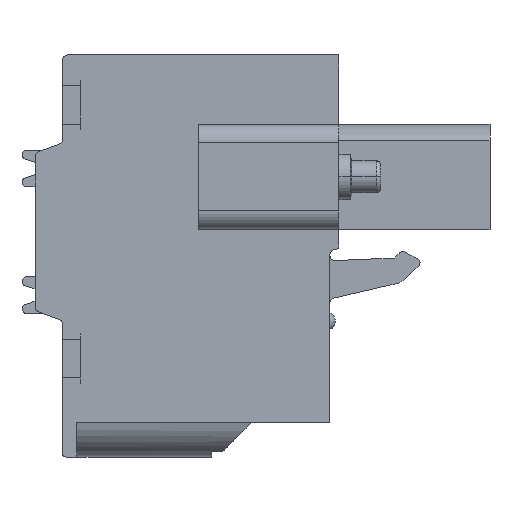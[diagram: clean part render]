
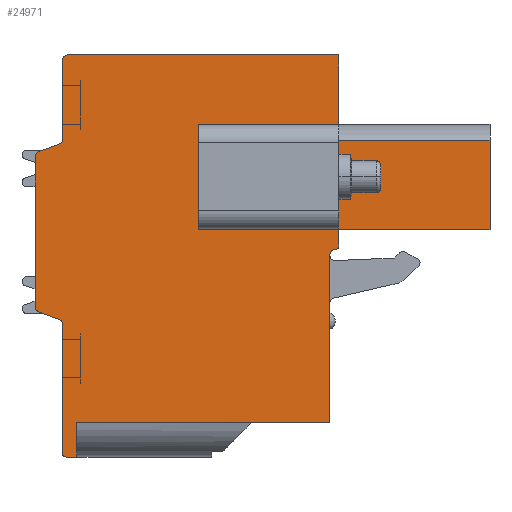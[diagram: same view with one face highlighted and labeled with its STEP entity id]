
A CAD part, front view. The second image highlights one B-rep face of the part: STEP entity #24971.
In plain terms, the highlighted planar face has unit normal (0, -1, 0).
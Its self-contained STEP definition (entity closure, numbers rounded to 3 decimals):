
#444=DIRECTION('',(-1.,0.,0.));
#445=VECTOR('',#444,6.3);
#446=CARTESIAN_POINT('',(2.781,-101.5,1.9));
#447=LINE('',#446,#445);
#448=DIRECTION('',(1.,0.,0.));
#449=VECTOR('',#448,6.3);
#450=CARTESIAN_POINT('',(-3.519,-101.5,7.65));
#451=LINE('',#450,#449);
#452=DIRECTION('',(0.,0.,1.));
#453=VECTOR('',#452,5.75);
#454=CARTESIAN_POINT('',(-3.519,-101.5,1.9));
#455=LINE('',#454,#453);
#456=DIRECTION('',(0.,0.,-1.));
#457=VECTOR('',#456,4.7);
#458=CARTESIAN_POINT('',(4.181,-101.5,11.475));
#459=LINE('',#458,#457);
#460=DIRECTION('',(-1.,0.,0.));
#461=VECTOR('',#460,8.3);
#462=CARTESIAN_POINT('',(12.481,-101.5,6.775));
#463=LINE('',#462,#461);
#464=DIRECTION('',(0.,0.,-1.));
#465=VECTOR('',#464,4.9);
#466=CARTESIAN_POINT('',(12.481,-101.5,6.775));
#467=LINE('',#466,#465);
#468=DIRECTION('',(-1.,0.,0.));
#469=VECTOR('',#468,8.3);
#470=CARTESIAN_POINT('',(12.481,-101.5,1.875));
#471=LINE('',#470,#469);
#472=DIRECTION('',(0.,0.,-1.));
#473=VECTOR('',#472,0.901);
#474=CARTESIAN_POINT('',(4.181,-101.5,1.875));
#475=LINE('',#474,#473);
#476=CARTESIAN_POINT('',(3.981,-101.5,0.974));
#477=DIRECTION('',(0.,1.,0.));
#478=DIRECTION('',(1.,0.,0.));
#479=AXIS2_PLACEMENT_3D('',#476,#477,#478);
#481=CARTESIAN_POINT('',(3.981,-101.5,0.474));
#482=DIRECTION('',(0.,-1.,0.));
#483=DIRECTION('',(0.,0.,1.));
#484=AXIS2_PLACEMENT_3D('',#481,#482,#483);
#486=DIRECTION('',(-1.,0.,0.));
#487=VECTOR('',#486,13.9);
#488=CARTESIAN_POINT('',(3.681,-101.5,-8.725));
#489=LINE('',#488,#487);
#490=DIRECTION('',(0.,0.,-1.));
#491=VECTOR('',#490,1.9);
#492=CARTESIAN_POINT('',(-10.219,-101.5,-8.725));
#493=LINE('',#492,#491);
#494=DIRECTION('',(-1.,0.,0.));
#495=VECTOR('',#494,0.6);
#496=CARTESIAN_POINT('',(-10.219,-101.5,-10.625));
#497=LINE('',#496,#495);
#498=CARTESIAN_POINT('',(-10.819,-101.5,-10.425));
#499=DIRECTION('',(0.,1.,0.));
#500=DIRECTION('',(0.,0.,-1.));
#501=AXIS2_PLACEMENT_3D('',#498,#499,#500);
#503=DIRECTION('',(0.,0.,1.));
#504=VECTOR('',#503,7.095);
#505=CARTESIAN_POINT('',(-11.019,-101.5,-10.425));
#506=LINE('',#505,#504);
#507=CARTESIAN_POINT('',(-11.319,-101.5,-3.33));
#508=DIRECTION('',(0.,-1.,0.));
#509=DIRECTION('',(1.,0.,0.));
#510=AXIS2_PLACEMENT_3D('',#507,#508,#509);
#512=DIRECTION('',(-0.94,0.,0.342));
#513=VECTOR('',#512,1.176);
#514=CARTESIAN_POINT('',(-11.216,-101.5,-3.048));
#515=LINE('',#514,#513);
#516=CARTESIAN_POINT('',(-12.219,-101.5,-2.364));
#517=DIRECTION('',(0.,1.,0.));
#518=DIRECTION('',(-0.342,0.,-0.94));
#519=AXIS2_PLACEMENT_3D('',#516,#517,#518);
#521=DIRECTION('',(0.,0.,1.));
#522=VECTOR('',#521,8.238);
#523=CARTESIAN_POINT('',(-12.519,-101.5,-2.364));
#524=LINE('',#523,#522);
#525=CARTESIAN_POINT('',(-12.219,-101.5,5.874));
#526=DIRECTION('',(0.,1.,0.));
#527=DIRECTION('',(-1.,0.,0.));
#528=AXIS2_PLACEMENT_3D('',#525,#526,#527);
#530=DIRECTION('',(0.94,0.,0.342));
#531=VECTOR('',#530,1.176);
#532=CARTESIAN_POINT('',(-12.321,-101.5,6.156));
#533=LINE('',#532,#531);
#534=CARTESIAN_POINT('',(-11.319,-101.5,6.84));
#535=DIRECTION('',(0.,-1.,0.));
#536=DIRECTION('',(0.342,0.,-0.94));
#537=AXIS2_PLACEMENT_3D('',#534,#535,#536);
#539=DIRECTION('',(0.,0.,1.));
#540=VECTOR('',#539,4.335);
#541=CARTESIAN_POINT('',(-11.019,-101.5,6.84));
#542=LINE('',#541,#540);
#543=CARTESIAN_POINT('',(-10.719,-101.5,11.175));
#544=DIRECTION('',(0.,1.,0.));
#545=DIRECTION('',(-1.,0.,0.));
#546=AXIS2_PLACEMENT_3D('',#543,#544,#545);
#548=DIRECTION('',(1.,0.,0.));
#549=VECTOR('',#548,14.9);
#550=CARTESIAN_POINT('',(-10.719,-101.5,11.475));
#551=LINE('',#550,#549);
#706=DIRECTION('',(0.,0.,1.));
#707=VECTOR('',#706,5.75);
#708=CARTESIAN_POINT('',(2.781,-101.5,1.9));
#709=LINE('',#708,#707);
#4297=DIRECTION('',(0.,0.,1.));
#4298=VECTOR('',#4297,9.199);
#4299=CARTESIAN_POINT('',(3.681,-101.5,-8.725));
#4300=LINE('',#4299,#4298);
#18919=CARTESIAN_POINT('',(-12.519,-101.5,-2.364));
#18920=CARTESIAN_POINT('',(-12.519,-101.5,5.874));
#18921=VERTEX_POINT('',#18919);
#18922=VERTEX_POINT('',#18920);
#18923=CARTESIAN_POINT('',(-12.321,-101.5,6.156));
#18924=VERTEX_POINT('',#18923);
#18925=CARTESIAN_POINT('',(-11.216,-101.5,6.558));
#18926=VERTEX_POINT('',#18925);
#18927=CARTESIAN_POINT('',(-11.019,-101.5,6.84));
#18928=VERTEX_POINT('',#18927);
#18929=CARTESIAN_POINT('',(-11.019,-101.5,11.175));
#18930=VERTEX_POINT('',#18929);
#18931=CARTESIAN_POINT('',(-10.719,-101.5,11.475));
#18932=VERTEX_POINT('',#18931);
#18933=CARTESIAN_POINT('',(4.181,-101.5,11.475));
#18934=VERTEX_POINT('',#18933);
#18935=CARTESIAN_POINT('',(3.681,-101.5,-8.725));
#18936=CARTESIAN_POINT('',(-10.219,-101.5,-8.725));
#18937=VERTEX_POINT('',#18935);
#18938=VERTEX_POINT('',#18936);
#18939=CARTESIAN_POINT('',(-10.219,-101.5,-10.625));
#18940=VERTEX_POINT('',#18939);
#18941=CARTESIAN_POINT('',(-10.819,-101.5,-10.625));
#18942=VERTEX_POINT('',#18941);
#18943=CARTESIAN_POINT('',(-11.019,-101.5,-10.425));
#18944=VERTEX_POINT('',#18943);
#18945=CARTESIAN_POINT('',(-11.019,-101.5,-3.33));
#18946=VERTEX_POINT('',#18945);
#18947=CARTESIAN_POINT('',(-11.216,-101.5,-3.048));
#18948=VERTEX_POINT('',#18947);
#18949=CARTESIAN_POINT('',(-12.321,-101.5,-2.646));
#18950=VERTEX_POINT('',#18949);
#18961=CARTESIAN_POINT('',(4.181,-101.5,0.974));
#18962=CARTESIAN_POINT('',(3.981,-101.5,0.774));
#18963=VERTEX_POINT('',#18961);
#18964=VERTEX_POINT('',#18962);
#18965=CARTESIAN_POINT('',(4.181,-101.5,1.875));
#18966=VERTEX_POINT('',#18965);
#18967=CARTESIAN_POINT('',(3.681,-101.5,0.474));
#18968=VERTEX_POINT('',#18967);
#18969=CARTESIAN_POINT('',(12.481,-101.5,1.875));
#18970=VERTEX_POINT('',#18969);
#20193=CARTESIAN_POINT('',(12.481,-101.5,6.775));
#20194=VERTEX_POINT('',#20193);
#24340=CARTESIAN_POINT('',(-3.519,-101.5,1.9));
#24341=CARTESIAN_POINT('',(-3.519,-101.5,7.65));
#24342=VERTEX_POINT('',#24340);
#24343=VERTEX_POINT('',#24341);
#24362=CARTESIAN_POINT('',(2.781,-101.5,1.9));
#24363=CARTESIAN_POINT('',(2.781,-101.5,7.65));
#24364=VERTEX_POINT('',#24362);
#24365=VERTEX_POINT('',#24363);
#24378=CARTESIAN_POINT('',(4.181,-101.5,6.775));
#24379=VERTEX_POINT('',#24378);
#24909=CARTESIAN_POINT('',(0.,-101.5,0.));
#24910=DIRECTION('',(0.,1.,0.));
#24911=DIRECTION('',(1.,0.,0.));
#24912=AXIS2_PLACEMENT_3D('',#24909,#24910,#24911);
#24913=PLANE('',#24912);
#24914=ORIENTED_EDGE('',*,*,#24645,.T.);
#24916=ORIENTED_EDGE('',*,*,#24915,.F.);
#24918=ORIENTED_EDGE('',*,*,#24917,.T.);
#24920=ORIENTED_EDGE('',*,*,#24919,.T.);
#24922=ORIENTED_EDGE('',*,*,#24921,.T.);
#24924=ORIENTED_EDGE('',*,*,#24923,.T.);
#24926=ORIENTED_EDGE('',*,*,#24925,.T.);
#24928=ORIENTED_EDGE('',*,*,#24927,.F.);
#24930=ORIENTED_EDGE('',*,*,#24929,.T.);
#24932=ORIENTED_EDGE('',*,*,#24931,.T.);
#24934=ORIENTED_EDGE('',*,*,#24933,.T.);
#24936=ORIENTED_EDGE('',*,*,#24935,.T.);
#24938=ORIENTED_EDGE('',*,*,#24937,.T.);
#24940=ORIENTED_EDGE('',*,*,#24939,.T.);
#24942=ORIENTED_EDGE('',*,*,#24941,.T.);
#24944=ORIENTED_EDGE('',*,*,#24943,.T.);
#24946=ORIENTED_EDGE('',*,*,#24945,.T.);
#24948=ORIENTED_EDGE('',*,*,#24947,.T.);
#24950=ORIENTED_EDGE('',*,*,#24949,.T.);
#24952=ORIENTED_EDGE('',*,*,#24951,.T.);
#24954=ORIENTED_EDGE('',*,*,#24953,.T.);
#24956=ORIENTED_EDGE('',*,*,#24955,.T.);
#24958=ORIENTED_EDGE('',*,*,#24957,.T.);
#24959=EDGE_LOOP('',(#24914,#24916,#24918,#24920,#24922,#24924,#24926,#24928,
#24930,#24932,#24934,#24936,#24938,#24940,#24942,#24944,#24946,#24948,#24950,
#24952,#24954,#24956,#24958));
#24960=FACE_OUTER_BOUND('',#24959,.F.);
#24962=ORIENTED_EDGE('',*,*,#24961,.F.);
#24964=ORIENTED_EDGE('',*,*,#24963,.T.);
#24966=ORIENTED_EDGE('',*,*,#24965,.F.);
#24968=ORIENTED_EDGE('',*,*,#24967,.F.);
#24969=EDGE_LOOP('',(#24962,#24964,#24966,#24968));
#24970=FACE_BOUND('',#24969,.F.);
#24971=ADVANCED_FACE('',(#24960,#24970),#24913,.F.);
#480=CIRCLE('',#479,0.2);
#485=CIRCLE('',#484,0.3);
#502=CIRCLE('',#501,0.2);
#511=CIRCLE('',#510,0.3);
#520=CIRCLE('',#519,0.3);
#529=CIRCLE('',#528,0.3);
#538=CIRCLE('',#537,0.3);
#547=CIRCLE('',#546,0.3);
#24645=EDGE_CURVE('',#18934,#24379,#459,.T.);
#24915=EDGE_CURVE('',#20194,#24379,#463,.T.);
#24917=EDGE_CURVE('',#20194,#18970,#467,.T.);
#24919=EDGE_CURVE('',#18970,#18966,#471,.T.);
#24921=EDGE_CURVE('',#18966,#18963,#475,.T.);
#24923=EDGE_CURVE('',#18963,#18964,#480,.T.);
#24925=EDGE_CURVE('',#18964,#18968,#485,.T.);
#24927=EDGE_CURVE('',#18937,#18968,#4300,.T.);
#24929=EDGE_CURVE('',#18937,#18938,#489,.T.);
#24931=EDGE_CURVE('',#18938,#18940,#493,.T.);
#24933=EDGE_CURVE('',#18940,#18942,#497,.T.);
#24935=EDGE_CURVE('',#18942,#18944,#502,.T.);
#24937=EDGE_CURVE('',#18944,#18946,#506,.T.);
#24939=EDGE_CURVE('',#18946,#18948,#511,.T.);
#24941=EDGE_CURVE('',#18948,#18950,#515,.T.);
#24943=EDGE_CURVE('',#18950,#18921,#520,.T.);
#24945=EDGE_CURVE('',#18921,#18922,#524,.T.);
#24947=EDGE_CURVE('',#18922,#18924,#529,.T.);
#24949=EDGE_CURVE('',#18924,#18926,#533,.T.);
#24951=EDGE_CURVE('',#18926,#18928,#538,.T.);
#24953=EDGE_CURVE('',#18928,#18930,#542,.T.);
#24955=EDGE_CURVE('',#18930,#18932,#547,.T.);
#24957=EDGE_CURVE('',#18932,#18934,#551,.T.);
#24961=EDGE_CURVE('',#24364,#24342,#447,.T.);
#24963=EDGE_CURVE('',#24364,#24365,#709,.T.);
#24965=EDGE_CURVE('',#24343,#24365,#451,.T.);
#24967=EDGE_CURVE('',#24342,#24343,#455,.T.);
